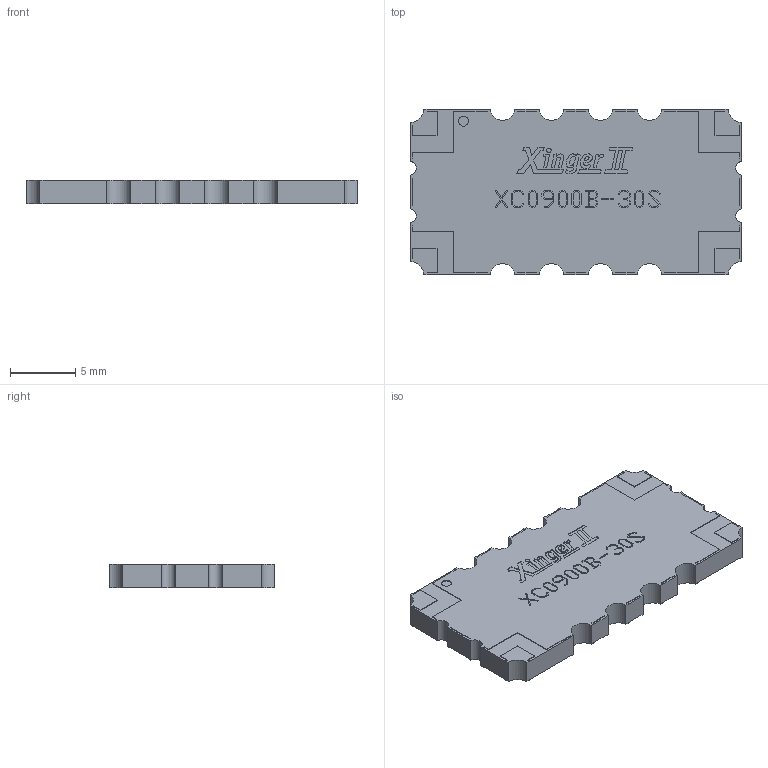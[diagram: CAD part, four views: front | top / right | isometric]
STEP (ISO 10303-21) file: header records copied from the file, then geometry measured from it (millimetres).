
FILE_DESCRIPTION (( 'STEP AP203' ), '1' );
FILE_NAME ('XC0900B-30S.STEP', '2025-06-30T17:41:41', ( '' ), ( '' ), 'SwSTEP 2.0', 'SolidWorks 2023', '' );
FILE_SCHEMA (( 'CONFIG_CONTROL_DESIGN' ));
Length unit declared in the file: inch
Products named in the file (1): XC0900B-30S
Bounding box: 25.4 x 12.7 x 1.83 mm (x, y, z)
Volume: 559.8 mm3; surface area: 778.6 mm2
Topology: 1 solids, 1 shells, 710 faces, 2028 edges, 1352 vertices
Faces by surface type: plane 474, cylinder 236
Entity records: 23203 total; most frequent: CARTESIAN_POINT 4091, ORIENTED_EDGE 4056, DIRECTION 3922, EDGE_CURVE 2028, LINE 1556, VECTOR 1556, VERTEX_POINT 1352, AXIS2_PLACEMENT_3D 1183
